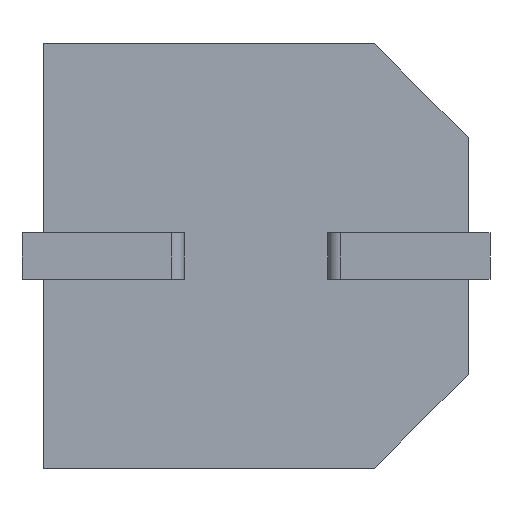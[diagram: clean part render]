
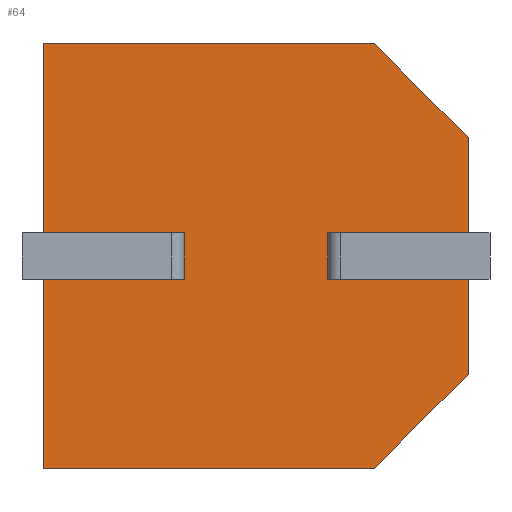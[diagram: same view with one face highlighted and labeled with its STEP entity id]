
A CAD part, front view. The second image highlights one B-rep face of the part: STEP entity #64.
In plain terms, the highlighted planar face has unit normal (0, -1, 0).
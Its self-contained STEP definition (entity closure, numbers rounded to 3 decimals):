
#26 = LINE ( 'NONE', #2772, #2949 ) ;
#64 = ADVANCED_FACE ( 'NONE', ( #917 ), #1735, .F. ) ;
#145 = CARTESIAN_POINT ( 'NONE',  ( 5.301, 0., 0. ) ) ;
#148 = DIRECTION ( 'NONE',  ( 1., 0., 0. ) ) ;
#164 = VECTOR ( 'NONE', #2347, 1000. ) ;
#194 = EDGE_CURVE ( 'NONE', #2238, #1712, #3403, .T. ) ;
#199 = LINE ( 'NONE', #1100, #2686 ) ;
#208 = EDGE_CURVE ( 'NONE', #2176, #1682, #968, .T. ) ;
#268 = VERTEX_POINT ( 'NONE', #1537 ) ;
#323 = CARTESIAN_POINT ( 'NONE',  ( 0., 0., 0. ) ) ;
#473 = CARTESIAN_POINT ( 'NONE',  ( 5.301, 0., 0. ) ) ;
#494 = CARTESIAN_POINT ( 'NONE',  ( 4.55, 0., -3.025 ) ) ;
#559 = VERTEX_POINT ( 'NONE', #1850 ) ;
#561 = CARTESIAN_POINT ( 'NONE',  ( 6.8, 0., 0. ) ) ;
#617 = ORIENTED_EDGE ( 'NONE', *, *, #1836, .F. ) ;
#647 = ORIENTED_EDGE ( 'NONE', *, *, #208, .T. ) ;
#703 = EDGE_LOOP ( 'NONE', ( #1817, #3226, #647, #617, #1068, #1444, #3313, #2005, #1707, #1867, #3275, #2205, #1764, #2095 ) ) ;
#712 = VECTOR ( 'NONE', #3022, 1000. ) ;
#717 = VERTEX_POINT ( 'NONE', #2051 ) ;
#747 = CARTESIAN_POINT ( 'NONE',  ( 0., 0., -3.775 ) ) ;
#814 = VERTEX_POINT ( 'NONE', #1421 ) ;
#863 = DIRECTION ( 'NONE',  ( 1., 0., 0. ) ) ;
#917 = FACE_OUTER_BOUND ( 'NONE', #703, .T. ) ;
#938 = CARTESIAN_POINT ( 'NONE',  ( 0., 0., 0. ) ) ;
#942 = LINE ( 'NONE', #1005, #1763 ) ;
#968 = LINE ( 'NONE', #3447, #1858 ) ;
#1005 = CARTESIAN_POINT ( 'NONE',  ( 0., 0., -6.8 ) ) ;
#1014 = EDGE_CURVE ( 'NONE', #2834, #3289, #2132, .T. ) ;
#1068 = ORIENTED_EDGE ( 'NONE', *, *, #194, .T. ) ;
#1079 = EDGE_CURVE ( 'NONE', #814, #2339, #2220, .T. ) ;
#1100 = CARTESIAN_POINT ( 'NONE',  ( 6.8, 0., -5.301 ) ) ;
#1240 = CARTESIAN_POINT ( 'NONE',  ( 2.25, 0., -3.025 ) ) ;
#1266 = EDGE_CURVE ( 'NONE', #2677, #2176, #2213, .T. ) ;
#1417 = DIRECTION ( 'NONE',  ( 0., 0., -1. ) ) ;
#1421 = CARTESIAN_POINT ( 'NONE',  ( 2.25, 0., -3.775 ) ) ;
#1434 = DIRECTION ( 'NONE',  ( 0., 0., 1. ) ) ;
#1444 = ORIENTED_EDGE ( 'NONE', *, *, #1516, .F. ) ;
#1453 = DIRECTION ( 'NONE',  ( 0., 1., 0. ) ) ;
#1507 = LINE ( 'NONE', #2351, #3188 ) ;
#1516 = EDGE_CURVE ( 'NONE', #2023, #1712, #26, .T. ) ;
#1537 = CARTESIAN_POINT ( 'NONE',  ( 5.301, 0., -6.8 ) ) ;
#1547 = VECTOR ( 'NONE', #3279, 1000. ) ;
#1607 = EDGE_CURVE ( 'NONE', #559, #268, #942, .T. ) ;
#1682 = VERTEX_POINT ( 'NONE', #1819 ) ;
#1706 = VECTOR ( 'NONE', #2125, 1000. ) ;
#1707 = ORIENTED_EDGE ( 'NONE', *, *, #3427, .F. ) ;
#1712 = VERTEX_POINT ( 'NONE', #473 ) ;
#1735 = PLANE ( 'NONE',  #2813 ) ;
#1763 = VECTOR ( 'NONE', #148, 1000. ) ;
#1764 = ORIENTED_EDGE ( 'NONE', *, *, #3207, .T. ) ;
#1798 = DIRECTION ( 'NONE',  ( 1., 0., 0. ) ) ;
#1817 = ORIENTED_EDGE ( 'NONE', *, *, #3002, .F. ) ;
#1819 = CARTESIAN_POINT ( 'NONE',  ( 6.8, 0., -3.025 ) ) ;
#1836 = EDGE_CURVE ( 'NONE', #2238, #1682, #2041, .T. ) ;
#1850 = CARTESIAN_POINT ( 'NONE',  ( 0., 0., -6.8 ) ) ;
#1858 = VECTOR ( 'NONE', #2838, 1000. ) ;
#1867 = ORIENTED_EDGE ( 'NONE', *, *, #1079, .T. ) ;
#1912 = VECTOR ( 'NONE', #3148, 1000. ) ;
#1934 = VECTOR ( 'NONE', #2240, 1000. ) ;
#1991 = DIRECTION ( 'NONE',  ( 0., 0., 1. ) ) ;
#2004 = CARTESIAN_POINT ( 'NONE',  ( 0., 0., 0. ) ) ;
#2005 = ORIENTED_EDGE ( 'NONE', *, *, #1014, .F. ) ;
#2009 = EDGE_CURVE ( 'NONE', #2407, #717, #2968, .T. ) ;
#2023 = VERTEX_POINT ( 'NONE', #2004 ) ;
#2041 = LINE ( 'NONE', #2305, #1934 ) ;
#2051 = CARTESIAN_POINT ( 'NONE',  ( 6.8, 0., -5.301 ) ) ;
#2087 = CARTESIAN_POINT ( 'NONE',  ( 4.55, 0., -3.775 ) ) ;
#2095 = ORIENTED_EDGE ( 'NONE', *, *, #2009, .F. ) ;
#2125 = DIRECTION ( 'NONE',  ( 0., 0., 1. ) ) ;
#2132 = LINE ( 'NONE', #3463, #164 ) ;
#2138 = EDGE_CURVE ( 'NONE', #2339, #559, #1507, .T. ) ;
#2176 = VERTEX_POINT ( 'NONE', #494 ) ;
#2183 = DIRECTION ( 'NONE',  ( 0.707, 0., 0.707 ) ) ;
#2205 = ORIENTED_EDGE ( 'NONE', *, *, #1607, .T. ) ;
#2213 = LINE ( 'NONE', #2796, #1706 ) ;
#2220 = LINE ( 'NONE', #3041, #1547 ) ;
#2238 = VERTEX_POINT ( 'NONE', #3301 ) ;
#2240 = DIRECTION ( 'NONE',  ( 0., 0., -1. ) ) ;
#2305 = CARTESIAN_POINT ( 'NONE',  ( 6.8, 0., 0. ) ) ;
#2339 = VERTEX_POINT ( 'NONE', #747 ) ;
#2347 = DIRECTION ( 'NONE',  ( -1., 0., 0. ) ) ;
#2351 = CARTESIAN_POINT ( 'NONE',  ( 0., 0., 0. ) ) ;
#2362 = LINE ( 'NONE', #2639, #3200 ) ;
#2386 = DIRECTION ( 'NONE',  ( 0., 0., -1. ) ) ;
#2407 = VERTEX_POINT ( 'NONE', #2582 ) ;
#2506 = CARTESIAN_POINT ( 'NONE',  ( 2.25, 0., -3.775 ) ) ;
#2582 = CARTESIAN_POINT ( 'NONE',  ( 6.8, 0., -3.775 ) ) ;
#2639 = CARTESIAN_POINT ( 'NONE',  ( 4.55, 0., -3.775 ) ) ;
#2677 = VERTEX_POINT ( 'NONE', #2087 ) ;
#2686 = VECTOR ( 'NONE', #2183, 1000. ) ;
#2727 = LINE ( 'NONE', #323, #2973 ) ;
#2772 = CARTESIAN_POINT ( 'NONE',  ( 0., 0., 0. ) ) ;
#2796 = CARTESIAN_POINT ( 'NONE',  ( 4.55, 0., -3.775 ) ) ;
#2813 = AXIS2_PLACEMENT_3D ( 'NONE', #938, #1453, #1991 ) ;
#2824 = CARTESIAN_POINT ( 'NONE',  ( 0., 0., -3.025 ) ) ;
#2834 = VERTEX_POINT ( 'NONE', #1240 ) ;
#2838 = DIRECTION ( 'NONE',  ( 1., 0., 0. ) ) ;
#2949 = VECTOR ( 'NONE', #863, 1000. ) ;
#2968 = LINE ( 'NONE', #561, #712 ) ;
#2973 = VECTOR ( 'NONE', #1417, 1000. ) ;
#3002 = EDGE_CURVE ( 'NONE', #2677, #2407, #2362, .T. ) ;
#3022 = DIRECTION ( 'NONE',  ( 0., 0., -1. ) ) ;
#3041 = CARTESIAN_POINT ( 'NONE',  ( 2.25, 0., -3.775 ) ) ;
#3132 = EDGE_CURVE ( 'NONE', #2023, #3289, #2727, .T. ) ;
#3148 = DIRECTION ( 'NONE',  ( -0.707, 0., 0.707 ) ) ;
#3188 = VECTOR ( 'NONE', #2386, 1000. ) ;
#3200 = VECTOR ( 'NONE', #1798, 1000. ) ;
#3207 = EDGE_CURVE ( 'NONE', #268, #717, #199, .T. ) ;
#3226 = ORIENTED_EDGE ( 'NONE', *, *, #1266, .T. ) ;
#3275 = ORIENTED_EDGE ( 'NONE', *, *, #2138, .T. ) ;
#3279 = DIRECTION ( 'NONE',  ( -1., 0., 0. ) ) ;
#3284 = LINE ( 'NONE', #2506, #3327 ) ;
#3289 = VERTEX_POINT ( 'NONE', #2824 ) ;
#3301 = CARTESIAN_POINT ( 'NONE',  ( 6.8, 0., -1.499 ) ) ;
#3313 = ORIENTED_EDGE ( 'NONE', *, *, #3132, .T. ) ;
#3327 = VECTOR ( 'NONE', #1434, 1000. ) ;
#3403 = LINE ( 'NONE', #145, #1912 ) ;
#3427 = EDGE_CURVE ( 'NONE', #814, #2834, #3284, .T. ) ;
#3447 = CARTESIAN_POINT ( 'NONE',  ( 4.55, 0., -3.025 ) ) ;
#3463 = CARTESIAN_POINT ( 'NONE',  ( 2.25, 0., -3.025 ) ) ;
